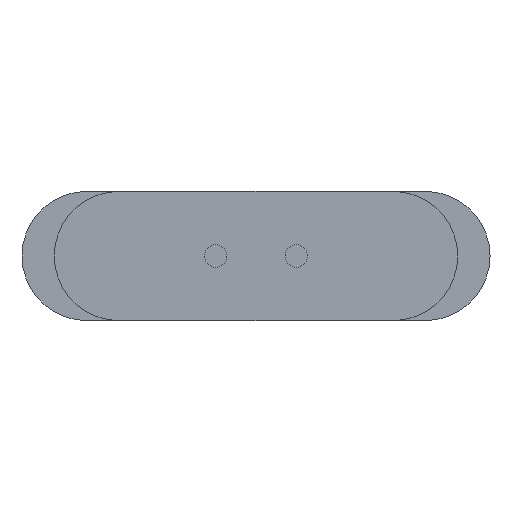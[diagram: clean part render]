
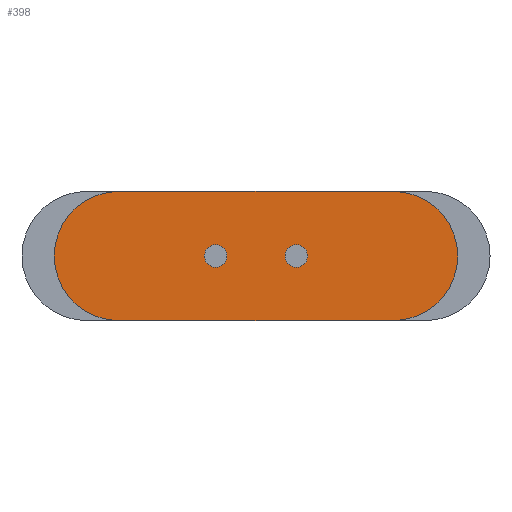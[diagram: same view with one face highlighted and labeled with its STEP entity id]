
A CAD part, front view. The second image highlights one B-rep face of the part: STEP entity #398.
In plain terms, the highlighted planar face has unit normal (0, -1, 0).
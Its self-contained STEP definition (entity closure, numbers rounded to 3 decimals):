
#17=FACE_BOUND('',#83,.T.);
#18=FACE_BOUND('',#84,.T.);
#32=PLANE('',#460);
#56=FACE_OUTER_BOUND('',#82,.T.);
#82=EDGE_LOOP('',(#359,#360,#361,#362));
#83=EDGE_LOOP('',(#363));
#84=EDGE_LOOP('',(#364));
#101=LINE('',#713,#129);
#112=LINE('',#752,#140);
#129=VECTOR('',#535,10.);
#140=VECTOR('',#584,10.);
#142=CIRCLE('',#415,0.35);
#144=CIRCLE('',#419,0.35);
#163=CIRCLE('',#451,2.);
#165=CIRCLE('',#455,2.);
#168=VERTEX_POINT('',#591);
#170=VERTEX_POINT('',#598);
#192=VERTEX_POINT('',#710);
#193=VERTEX_POINT('',#712);
#199=VERTEX_POINT('',#734);
#201=VERTEX_POINT('',#742);
#205=EDGE_CURVE('',#168,#168,#142,.T.);
#208=EDGE_CURVE('',#170,#170,#144,.T.);
#236=EDGE_CURVE('',#193,#192,#101,.T.);
#247=EDGE_CURVE('',#193,#199,#163,.T.);
#252=EDGE_CURVE('',#201,#192,#165,.T.);
#256=EDGE_CURVE('',#201,#199,#112,.T.);
#359=ORIENTED_EDGE('',*,*,#247,.F.);
#360=ORIENTED_EDGE('',*,*,#236,.T.);
#361=ORIENTED_EDGE('',*,*,#252,.F.);
#362=ORIENTED_EDGE('',*,*,#256,.T.);
#363=ORIENTED_EDGE('',*,*,#205,.T.);
#364=ORIENTED_EDGE('',*,*,#208,.T.);
#398=ADVANCED_FACE('',(#56,#17,#18),#32,.F.);
#415=AXIS2_PLACEMENT_3D('',#593,#468,#469);
#419=AXIS2_PLACEMENT_3D('',#600,#477,#478);
#451=AXIS2_PLACEMENT_3D('',#735,#561,#562);
#455=AXIS2_PLACEMENT_3D('',#744,#572,#573);
#460=AXIS2_PLACEMENT_3D('',#753,#585,#586);
#468=DIRECTION('center_axis',(0.,1.,0.));
#469=DIRECTION('ref_axis',(-1.,0.,0.));
#477=DIRECTION('center_axis',(0.,1.,0.));
#478=DIRECTION('ref_axis',(-1.,0.,0.));
#535=DIRECTION('',(-1.,0.,0.));
#561=DIRECTION('center_axis',(0.,1.,0.));
#562=DIRECTION('ref_axis',(0.707,0.,0.707));
#572=DIRECTION('center_axis',(0.,1.,0.));
#573=DIRECTION('ref_axis',(-0.707,0.,-0.707));
#584=DIRECTION('',(1.,0.,0.));
#585=DIRECTION('center_axis',(0.,1.,0.));
#586=DIRECTION('ref_axis',(1.,0.,0.));
#591=CARTESIAN_POINT('',(1.6,0.,0.));
#593=CARTESIAN_POINT('Origin',(1.25,0.,0.));
#598=CARTESIAN_POINT('',(-0.9,0.,0.));
#600=CARTESIAN_POINT('Origin',(-1.25,0.,0.));
#710=CARTESIAN_POINT('',(-4.25,0.,2.));
#712=CARTESIAN_POINT('',(4.25,0.,2.));
#713=CARTESIAN_POINT('',(6.25,0.,2.));
#734=CARTESIAN_POINT('',(4.25,0.,-2.));
#735=CARTESIAN_POINT('Origin',(4.25,0.,0.));
#742=CARTESIAN_POINT('',(-4.25,0.,-2.));
#744=CARTESIAN_POINT('Origin',(-4.25,0.,0.));
#752=CARTESIAN_POINT('',(-6.25,0.,-2.));
#753=CARTESIAN_POINT('Origin',(0.,0.,0.));
